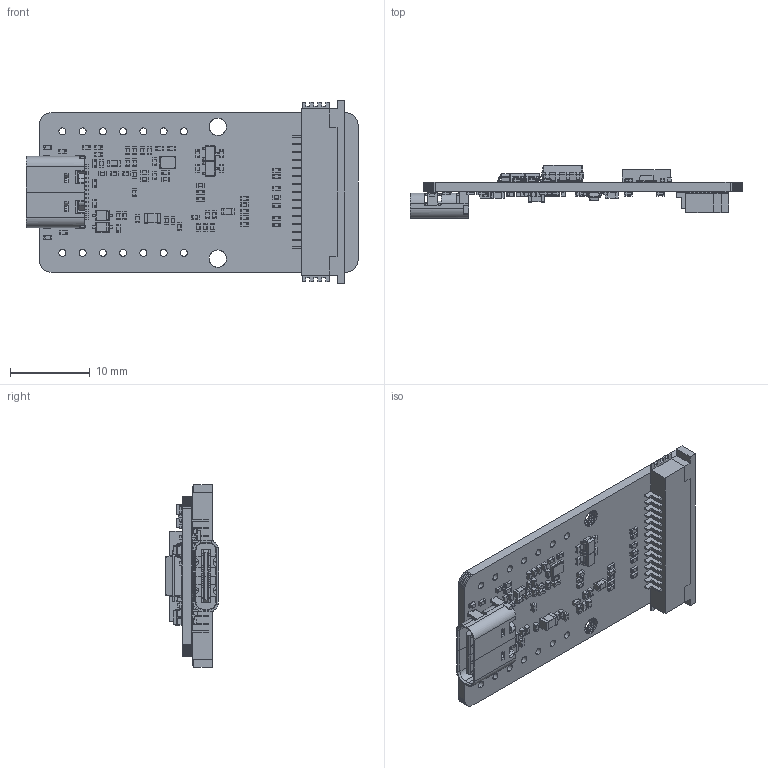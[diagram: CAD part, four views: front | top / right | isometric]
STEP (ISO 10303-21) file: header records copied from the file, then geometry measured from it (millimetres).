
FILE_DESCRIPTION (( 'STEP AP203' ), '1' );
FILE_NAME ('grove_ai_v2.STEP', '2025-02-22T21:07:55', ( '' ), ( '' ), 'SwSTEP 2.0', 'SolidWorks 2023', '' );
FILE_SCHEMA (( 'CONFIG_CONTROL_DESIGN' ));
Length unit declared in the file: millimetre
Products named in the file (27): SOIC-8_5.275x5.275mm_P1.27mm.step; R_0402_1005Metric.step; C_0402_1005Metric-0.step; TE_1_84952_5.step; Grove - Vision AI Module V2; L_0805_2012Metric-5.step; SOIC_8_5275x5275mm_P127mm.step; USB_C_Receptacle_16P_TopMnt_Horizontal_GCT_USB4105-xx-A.step; R_0402_1005Metric-1.step; SOT-323_SC-70.step; LED_0402_1005Metric.step; L_0603_1608Metric-4.step; D_SOD-323F.step; Grove - Vision AI Module V2.step; SOT_323_SC_70.step; LED_0402_1005Metric-2.step; Crystal_SMD_SeikoEpson_TSX3225-4Pin_3.2x2.5mm-3.step; USB_C_Receptacle_GCT_USB4105-xx-A_16P_TopMnt_Horizontal.step; D_SOD_323F.step; L_0805_2012Metric.step; Crystal_SMD_SeikoEpson_TSX3225-4Pin_3.2x2.5mm.step; L_0603_1608Metric.step; _autosave-Grove - Vision AI Module V2_PCB.step; grove_ai_v2; TE_1-84952-5_1x15-1MP_P1.0mm_Horizontal.step; C_0402_1005Metric.step; micro_sd_card
Assembly tree (112 placements, depth 5):
  grove_ai_v2
    Grove - Vision AI Module V2
      Grove - Vision AI Module V2.step
        C_0402_1005Metric.step  x36
          C_0402_1005Metric-0.step
        R_0402_1005Metric.step  x43
          R_0402_1005Metric-1.step
        D_SOD-323F.step  x4
          D_SOD_323F.step
        LED_0402_1005Metric.step  x2
          LED_0402_1005Metric-2.step
        USB_C_Receptacle_GCT_USB4105-xx-A_16P_TopMnt_Horizontal.step
          USB_C_Receptacle_16P_TopMnt_Horizontal_GCT_USB4105-xx-A.step
        Crystal_SMD_SeikoEpson_TSX3225-4Pin_3.2x2.5mm.step
          Crystal_SMD_SeikoEpson_TSX3225-4Pin_3.2x2.5mm-3.step
        L_0603_1608Metric.step  x2
          L_0603_1608Metric-4.step
        TE_1-84952-5_1x15-1MP_P1.0mm_Horizontal.step
          TE_1_84952_5.step
        SOT-323_SC-70.step  x5
          SOT_323_SC_70.step
        L_0805_2012Metric.step
          L_0805_2012Metric-5.step
        SOIC-8_5.275x5.275mm_P1.27mm.step
          SOIC_8_5275x5275mm_P127mm.step
        _autosave-Grove - Vision AI Module V2_PCB.step
      micro_sd_card
Bounding box: 41.66 x 6.66 x 22.92 mm (x, y, z)
Volume: 1513.2 mm3; surface area: 3455.7 mm2
Topology: 134 solids, 134 shells, 4163 faces, 10653 edges, 6843 vertices
Faces by surface type: plane 2778, cylinder 1104, bspline 269, cone 12
Entity records: 54013 total; most frequent: CARTESIAN_POINT 9338, ORIENTED_EDGE 8344, DIRECTION 7786, EDGE_CURVE 4172, LINE 3400, VECTOR 3400, VERTEX_POINT 2649, AXIS2_PLACEMENT_3D 2193
